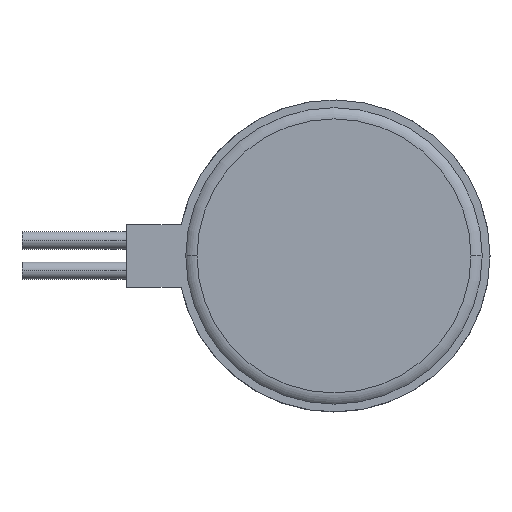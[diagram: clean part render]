
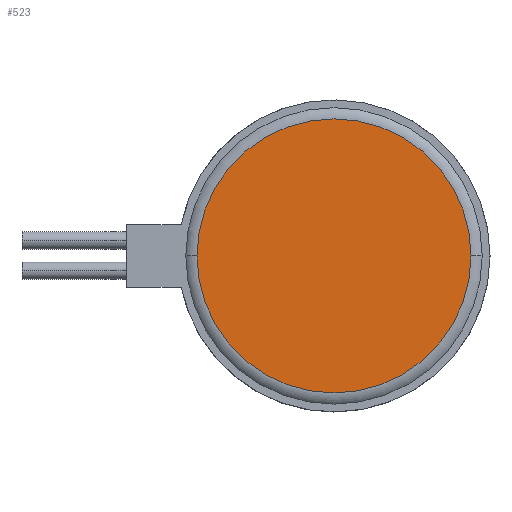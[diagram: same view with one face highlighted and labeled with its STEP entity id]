
A CAD part, top view. The second image highlights one B-rep face of the part: STEP entity #523.
In plain terms, the highlighted planar face has unit normal (0, 0, 1).
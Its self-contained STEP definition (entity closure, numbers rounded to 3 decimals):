
#4 = CARTESIAN_POINT ( 'NONE',  ( 0., 0., 3.55 ) ) ;
#16 = CIRCLE ( 'NONE', #528, 4.393 ) ;
#21 = ORIENTED_EDGE ( 'NONE', *, *, #674, .T. ) ;
#28 = AXIS2_PLACEMENT_3D ( 'NONE', #592, #636, #499 ) ;
#87 = VERTEX_POINT ( 'NONE', #99 ) ;
#99 = CARTESIAN_POINT ( 'NONE',  ( 4.393, 0., 3.55 ) ) ;
#125 = CIRCLE ( 'NONE', #28, 4.393 ) ;
#138 = EDGE_LOOP ( 'NONE', ( #21, #452 ) ) ;
#166 = EDGE_CURVE ( 'NONE', #87, #473, #125, .T. ) ;
#284 = DIRECTION ( 'NONE',  ( 1., 0., 0. ) ) ;
#370 = CARTESIAN_POINT ( 'NONE',  ( -4.393, 0., 3.55 ) ) ;
#382 = FACE_OUTER_BOUND ( 'NONE', #138, .T. ) ;
#398 = DIRECTION ( 'NONE',  ( 0., 0., 1. ) ) ;
#422 = DIRECTION ( 'NONE',  ( 0., 0., 1. ) ) ;
#430 = DIRECTION ( 'NONE',  ( 1., 0., 0. ) ) ;
#446 = CARTESIAN_POINT ( 'NONE',  ( 0., 0., 3.55 ) ) ;
#452 = ORIENTED_EDGE ( 'NONE', *, *, #166, .T. ) ;
#473 = VERTEX_POINT ( 'NONE', #370 ) ;
#499 = DIRECTION ( 'NONE',  ( 1., 0., 0. ) ) ;
#523 = ADVANCED_FACE ( 'NONE', ( #382 ), #637, .T. ) ;
#528 = AXIS2_PLACEMENT_3D ( 'NONE', #446, #398, #284 ) ;
#592 = CARTESIAN_POINT ( 'NONE',  ( 0., 0., 3.55 ) ) ;
#636 = DIRECTION ( 'NONE',  ( 0., 0., 1. ) ) ;
#637 = PLANE ( 'NONE',  #688 ) ;
#674 = EDGE_CURVE ( 'NONE', #473, #87, #16, .T. ) ;
#688 = AXIS2_PLACEMENT_3D ( 'NONE', #4, #422, #430 ) ;
